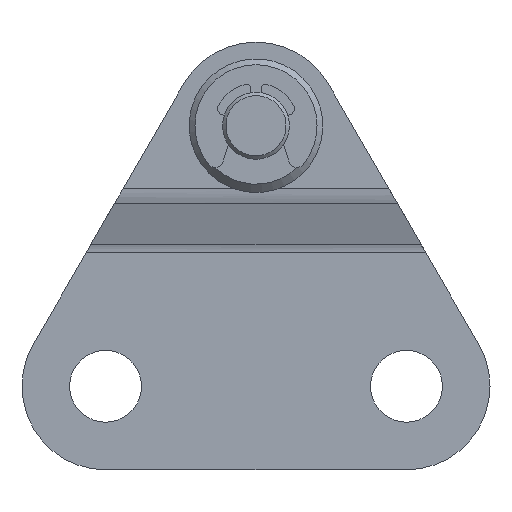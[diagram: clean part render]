
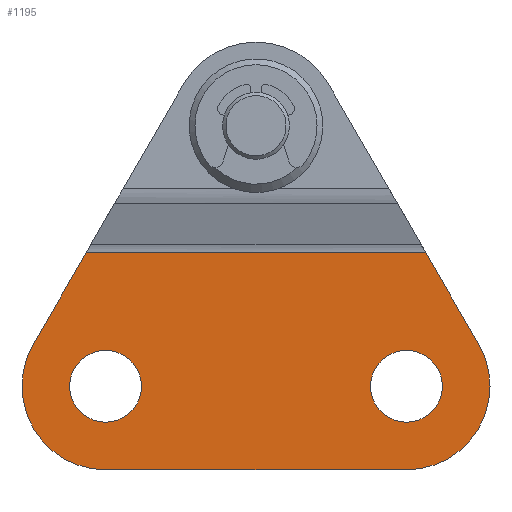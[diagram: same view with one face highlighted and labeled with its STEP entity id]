
A CAD part, front view. The second image highlights one B-rep face of the part: STEP entity #1195.
In plain terms, the highlighted face is planar.
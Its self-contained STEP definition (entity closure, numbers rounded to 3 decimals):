
#817 = VERTEX_POINT('',#818);
#818 = CARTESIAN_POINT('',(-0.975,13.33,7.5));
#824 = EDGE_CURVE('',#817,#825,#827,.T.);
#825 = VERTEX_POINT('',#826);
#826 = CARTESIAN_POINT('',(-0.975,10.155,13.));
#827 = LINE('',#828,#829);
#828 = CARTESIAN_POINT('',(-0.975,11.831,10.097));
#829 = VECTOR('',#830,1.);
#830 = DIRECTION('',(0.,-0.5,0.866));
#890 = VERTEX_POINT('',#891);
#891 = CARTESIAN_POINT('',(-0.975,9.,0.));
#897 = EDGE_CURVE('',#890,#817,#898,.T.);
#898 = CIRCLE('',#899,5.);
#899 = AXIS2_PLACEMENT_3D('',#900,#901,#902);
#900 = CARTESIAN_POINT('',(-0.975,9.,5.));
#901 = DIRECTION('',(1.,0.,0.));
#902 = DIRECTION('',(0.,0.,-1.));
#916 = VERTEX_POINT('',#917);
#917 = CARTESIAN_POINT('',(-0.975,6.85,5.));
#923 = EDGE_CURVE('',#916,#916,#924,.T.);
#924 = CIRCLE('',#925,2.15);
#925 = AXIS2_PLACEMENT_3D('',#926,#927,#928);
#926 = CARTESIAN_POINT('',(-0.975,9.,5.));
#927 = DIRECTION('',(-1.,0.,0.));
#928 = DIRECTION('',(0.,-1.,0.));
#949 = VERTEX_POINT('',#950);
#950 = CARTESIAN_POINT('',(-0.975,-11.15,5.));
#956 = EDGE_CURVE('',#949,#949,#957,.T.);
#957 = CIRCLE('',#958,2.15);
#958 = AXIS2_PLACEMENT_3D('',#959,#960,#961);
#959 = CARTESIAN_POINT('',(-0.975,-9.,5.));
#960 = DIRECTION('',(-1.,0.,0.));
#961 = DIRECTION('',(0.,-1.,0.));
#1080 = VERTEX_POINT('',#1081);
#1081 = CARTESIAN_POINT('',(-0.975,-10.155,13.));
#1088 = EDGE_CURVE('',#1080,#1089,#1091,.T.);
#1089 = VERTEX_POINT('',#1090);
#1090 = CARTESIAN_POINT('',(-0.975,-13.33,7.5));
#1091 = LINE('',#1092,#1093);
#1092 = CARTESIAN_POINT('',(-0.975,-7.43,17.719));
#1093 = VECTOR('',#1094,1.);
#1094 = DIRECTION('',(0.,-0.5,-0.866));
#1154 = EDGE_CURVE('',#1089,#1155,#1157,.T.);
#1155 = VERTEX_POINT('',#1156);
#1156 = CARTESIAN_POINT('',(-0.975,-9.,0.));
#1157 = CIRCLE('',#1158,5.);
#1158 = AXIS2_PLACEMENT_3D('',#1159,#1160,#1161);
#1159 = CARTESIAN_POINT('',(-0.975,-9.,5.));
#1160 = DIRECTION('',(1.,0.,0.));
#1161 = DIRECTION('',(0.,-0.866,0.5));
#1184 = EDGE_CURVE('',#825,#1080,#1185,.T.);
#1185 = LINE('',#1186,#1187);
#1186 = CARTESIAN_POINT('',(-0.975,34.603,13.));
#1187 = VECTOR('',#1188,1.);
#1188 = DIRECTION('',(0.,-1.,0.));
#1195 = ADVANCED_FACE('',(#1196,#1209,#1212),#1215,.F.);
#1196 = FACE_BOUND('',#1197,.T.);
#1197 = EDGE_LOOP('',(#1198,#1199,#1200,#1206,#1207,#1208));
#1198 = ORIENTED_EDGE('',*,*,#824,.F.);
#1199 = ORIENTED_EDGE('',*,*,#897,.F.);
#1200 = ORIENTED_EDGE('',*,*,#1201,.F.);
#1201 = EDGE_CURVE('',#1155,#890,#1202,.T.);
#1202 = LINE('',#1203,#1204);
#1203 = CARTESIAN_POINT('',(-0.975,-35.397,0.)
  );
#1204 = VECTOR('',#1205,1.);
#1205 = DIRECTION('',(0.,1.,0.));
#1206 = ORIENTED_EDGE('',*,*,#1154,.F.);
#1207 = ORIENTED_EDGE('',*,*,#1088,.F.);
#1208 = ORIENTED_EDGE('',*,*,#1184,.F.);
#1209 = FACE_BOUND('',#1210,.T.);
#1210 = EDGE_LOOP('',(#1211));
#1211 = ORIENTED_EDGE('',*,*,#956,.F.);
#1212 = FACE_BOUND('',#1213,.T.);
#1213 = EDGE_LOOP('',(#1214));
#1214 = ORIENTED_EDGE('',*,*,#923,.F.);
#1215 = PLANE('',#1216);
#1216 = AXIS2_PLACEMENT_3D('',#1217,#1218,#1219);
#1217 = CARTESIAN_POINT('',(-0.975,-0.397,6.5));
#1218 = DIRECTION('',(1.,0.,0.));
#1219 = DIRECTION('',(0.,0.,1.));
